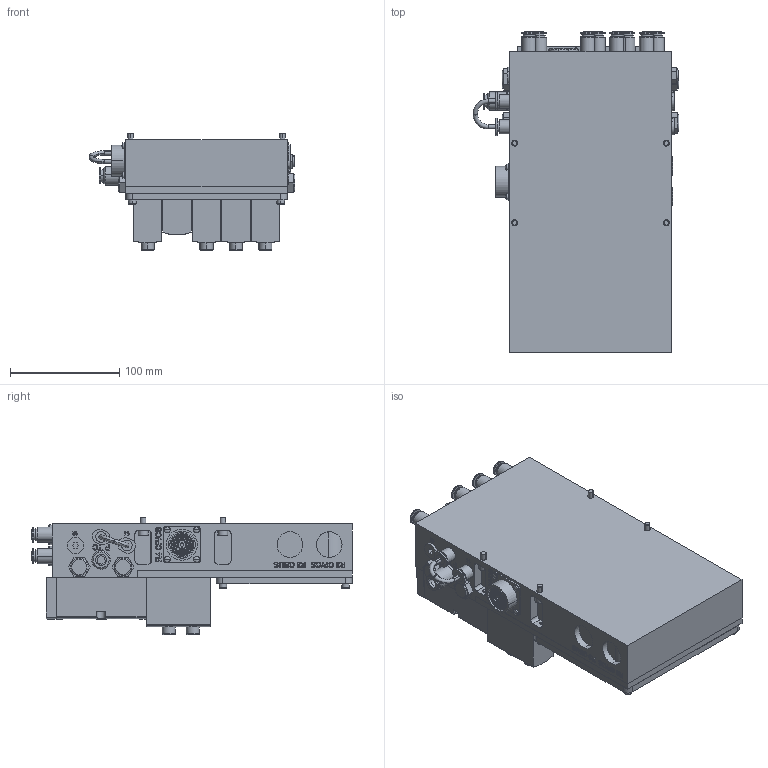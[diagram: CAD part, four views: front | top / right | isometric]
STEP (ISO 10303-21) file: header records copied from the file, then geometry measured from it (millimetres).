
FILE_DESCRIPTION (( 'STEP AP203' ), '1' );
FILE_NAME ('P0041A.STEP', '2018-12-03T08:30:10', ( '' ), ( '' ), 'SwSTEP 2.0', 'SolidWorks 2017', '' );
FILE_SCHEMA (( 'CONFIG_CONTROL_DESIGN' ));
Products named in the file (1): P0041A
Bounding box: 188.6 x 293.5 x 107.5 mm (x, y, z)
Volume: 2856349.3 mm3; surface area: 414678.3 mm2
Topology: 71 solids, 71 shells, 2542 faces, 6124 edges, 4002 vertices
Faces by surface type: plane 1128, cylinder 751, bspline 479, cone 118, torus 42, sphere 24
Entity records: 100105 total; most frequent: CARTESIAN_POINT 42081, ORIENTED_EDGE 12240, DIRECTION 11147, EDGE_CURVE 6120, VERTEX_POINT 4002, AXIS2_PLACEMENT_3D 3897, LINE 3353, VECTOR 3353
